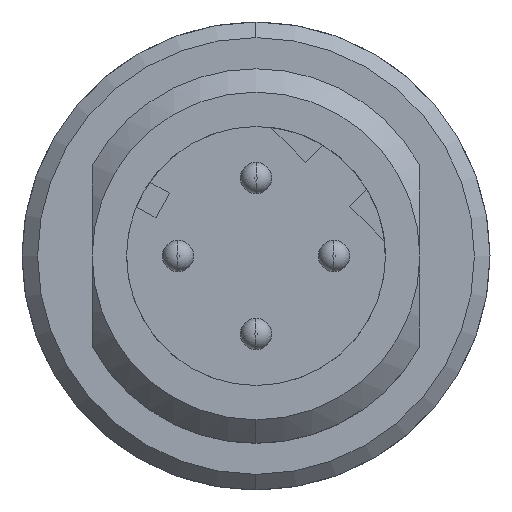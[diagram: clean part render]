
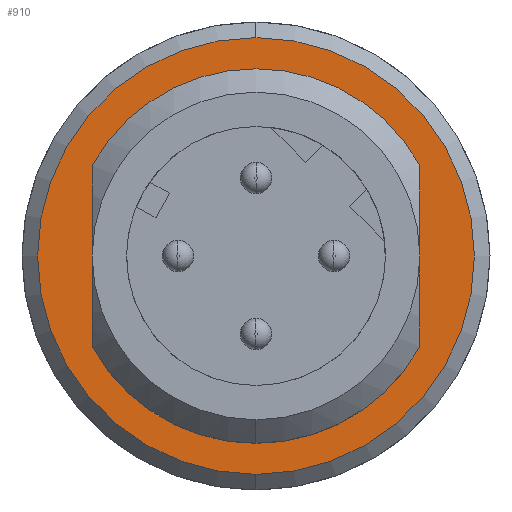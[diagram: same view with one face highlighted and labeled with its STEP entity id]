
A CAD part, left-side view. The second image highlights one B-rep face of the part: STEP entity #910.
In plain terms, the highlighted planar face has unit normal (-1, 0, 0).
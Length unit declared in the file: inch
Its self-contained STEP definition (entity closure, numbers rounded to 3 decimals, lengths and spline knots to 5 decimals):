
#19 = AXIS2_PLACEMENT_3D ( 'NONE', #2251, #594, #1730 ) ;
#121 = VERTEX_POINT ( 'NONE', #1618 ) ;
#261 = CIRCLE ( 'NONE', #375, 0.23622 ) ;
#284 = CARTESIAN_POINT ( 'NONE',  ( -0.30315, 0., 0. ) ) ;
#301 = CIRCLE ( 'NONE', #19, 0.27559 ) ;
#305 = EDGE_CURVE ( 'NONE', #2794, #2192, #2608, .T. ) ;
#314 = DIRECTION ( 'NONE',  ( 1., 0., 0. ) ) ;
#375 = AXIS2_PLACEMENT_3D ( 'NONE', #2597, #2057, #1780 ) ;
#476 = CIRCLE ( 'NONE', #3319, 0.23622 ) ;
#522 = VERTEX_POINT ( 'NONE', #874 ) ;
#577 = CIRCLE ( 'NONE', #3535, 0.23622 ) ;
#590 = CARTESIAN_POINT ( 'NONE',  ( -0.30315, 0., 0. ) ) ;
#594 = DIRECTION ( 'NONE',  ( 1., 0., 0. ) ) ;
#874 = CARTESIAN_POINT ( 'NONE',  ( -0.30315, -0.20669, 0.11436 ) ) ;
#910 = ADVANCED_FACE ( 'NONE', ( #1698, #3016 ), #1363, .T. ) ;
#920 = VERTEX_POINT ( 'NONE', #2798 ) ;
#1011 = DIRECTION ( 'NONE',  ( 1., 0., 0. ) ) ;
#1028 = EDGE_CURVE ( 'NONE', #920, #2794, #476, .T. ) ;
#1072 = EDGE_CURVE ( 'NONE', #2907, #3473, #301, .T. ) ;
#1148 = EDGE_CURVE ( 'NONE', #2192, #121, #261, .T. ) ;
#1201 = ORIENTED_EDGE ( 'NONE', *, *, #2634, .T. ) ;
#1211 = VECTOR ( 'NONE', #3159, 39.37008 ) ;
#1214 = ORIENTED_EDGE ( 'NONE', *, *, #1148, .T. ) ;
#1286 = CARTESIAN_POINT ( 'NONE',  ( -0.30315, 0., 0.27559 ) ) ;
#1299 = DIRECTION ( 'NONE',  ( 0., 0., -1. ) ) ;
#1345 = LINE ( 'NONE', #2997, #1375 ) ;
#1363 = PLANE ( 'NONE',  #1842 ) ;
#1375 = VECTOR ( 'NONE', #2434, 39.37008 ) ;
#1427 = ORIENTED_EDGE ( 'NONE', *, *, #1937, .F. ) ;
#1483 = CARTESIAN_POINT ( 'NONE',  ( -0.30315, 0.20669, 0. ) ) ;
#1618 = CARTESIAN_POINT ( 'NONE',  ( -0.30315, 0., 0.23622 ) ) ;
#1690 = CIRCLE ( 'NONE', #3366, 0.27559 ) ;
#1698 = FACE_BOUND ( 'NONE', #3129, .T. ) ;
#1723 = CARTESIAN_POINT ( 'NONE',  ( -0.30315, 0.20669, -0.11436 ) ) ;
#1730 = DIRECTION ( 'NONE',  ( 0., 0., -1. ) ) ;
#1780 = DIRECTION ( 'NONE',  ( 0., 0., 1. ) ) ;
#1842 = AXIS2_PLACEMENT_3D ( 'NONE', #1912, #1945, #3554 ) ;
#1873 = ORIENTED_EDGE ( 'NONE', *, *, #305, .T. ) ;
#1880 = CARTESIAN_POINT ( 'NONE',  ( -0.30315, 0.20669, 0.11436 ) ) ;
#1912 = CARTESIAN_POINT ( 'NONE',  ( -0.30315, 0.25591, 0. ) ) ;
#1937 = EDGE_CURVE ( 'NONE', #3473, #2907, #1690, .T. ) ;
#1945 = DIRECTION ( 'NONE',  ( -1., 0., 0. ) ) ;
#1978 = EDGE_CURVE ( 'NONE', #121, #522, #577, .T. ) ;
#2057 = DIRECTION ( 'NONE',  ( 1., 0., 0. ) ) ;
#2192 = VERTEX_POINT ( 'NONE', #1880 ) ;
#2251 = CARTESIAN_POINT ( 'NONE',  ( -0.30315, 0., 0. ) ) ;
#2334 = ORIENTED_EDGE ( 'NONE', *, *, #1028, .T. ) ;
#2369 = ORIENTED_EDGE ( 'NONE', *, *, #1072, .F. ) ;
#2434 = DIRECTION ( 'NONE',  ( 0., 0., -1. ) ) ;
#2511 = DIRECTION ( 'NONE',  ( 1., 0., 0. ) ) ;
#2597 = CARTESIAN_POINT ( 'NONE',  ( -0.30315, 0., 0. ) ) ;
#2605 = CARTESIAN_POINT ( 'NONE',  ( -0.30315, 0., -0.27559 ) ) ;
#2608 = LINE ( 'NONE', #1483, #1211 ) ;
#2634 = EDGE_CURVE ( 'NONE', #522, #920, #1345, .T. ) ;
#2646 = EDGE_LOOP ( 'NONE', ( #2369, #1427 ) ) ;
#2794 = VERTEX_POINT ( 'NONE', #1723 ) ;
#2798 = CARTESIAN_POINT ( 'NONE',  ( -0.30315, -0.20669, -0.11436 ) ) ;
#2907 = VERTEX_POINT ( 'NONE', #2605 ) ;
#2997 = CARTESIAN_POINT ( 'NONE',  ( -0.30315, -0.20669, 0. ) ) ;
#3016 = FACE_OUTER_BOUND ( 'NONE', #2646, .T. ) ;
#3074 = DIRECTION ( 'NONE',  ( 0., 0., 1. ) ) ;
#3129 = EDGE_LOOP ( 'NONE', ( #2334, #1873, #1214, #3199, #1201 ) ) ;
#3159 = DIRECTION ( 'NONE',  ( 0., 0., 1. ) ) ;
#3199 = ORIENTED_EDGE ( 'NONE', *, *, #1978, .T. ) ;
#3316 = DIRECTION ( 'NONE',  ( 0., 0., 1. ) ) ;
#3319 = AXIS2_PLACEMENT_3D ( 'NONE', #284, #2511, #3074 ) ;
#3366 = AXIS2_PLACEMENT_3D ( 'NONE', #3497, #1011, #1299 ) ;
#3473 = VERTEX_POINT ( 'NONE', #1286 ) ;
#3497 = CARTESIAN_POINT ( 'NONE',  ( -0.30315, 0., 0. ) ) ;
#3535 = AXIS2_PLACEMENT_3D ( 'NONE', #590, #314, #3316 ) ;
#3554 = DIRECTION ( 'NONE',  ( 0., 0., 1. ) ) ;
